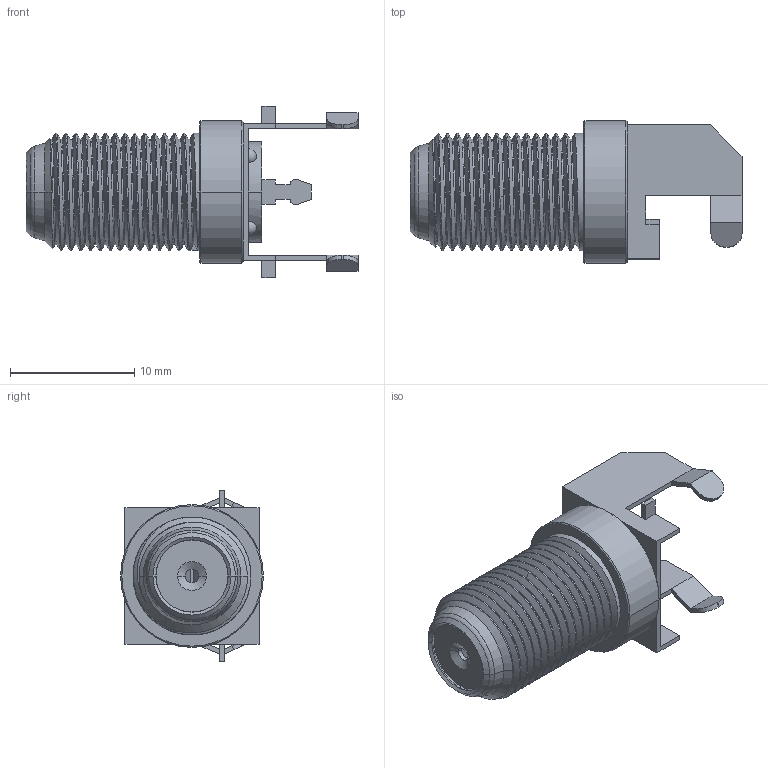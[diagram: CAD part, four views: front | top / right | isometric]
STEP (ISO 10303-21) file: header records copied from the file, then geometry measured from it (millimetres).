
FILE_DESCRIPTION((''),'2;1');
FILE_NAME('531-40144_SW0001','2019-05-31T',('Madhan'),(''),'CREO PARAMETRIC BY PTC INC, 2018360','CREO PARAMETRIC BY PTC INC, 2018360','');
FILE_SCHEMA(('CONFIG_CONTROL_DESIGN'));
Length unit declared in the file: millimetre
Products named in the file (1): 531-40144_SW0001
Bounding box: 26.75 x 11.5 x 13.8 mm (x, y, z)
Volume: 1298.2 mm3; surface area: 1506.4 mm2
Topology: 1 solids, 1 shells, 170 faces, 439 edges, 278 vertices
Faces by surface type: plane 86, cylinder 48, cone 18, bspline 12, sphere 4, torus 2
Entity records: 14614 total; most frequent: CARTESIAN_POINT 10593, ORIENTED_EDGE 878, DIRECTION 739, EDGE_CURVE 439, VERTEX_POINT 278, VECTOR 277, LINE 277, AXIS2_PLACEMENT_3D 231
